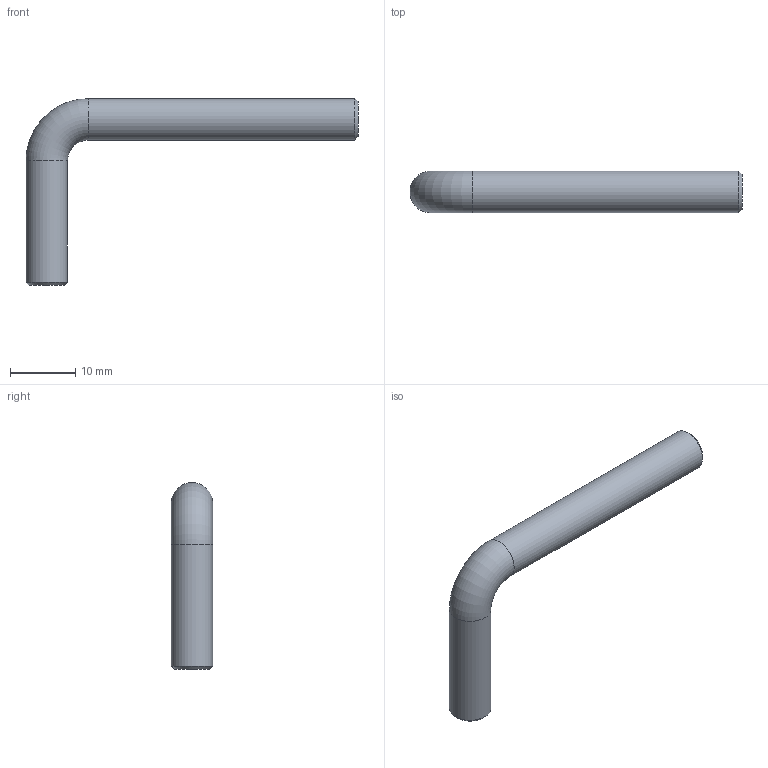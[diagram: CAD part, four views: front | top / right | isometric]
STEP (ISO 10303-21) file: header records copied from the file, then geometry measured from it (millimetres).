
FILE_DESCRIPTION(/* description */ (''),/* implementation_level */ '2;1');
FILE_NAME(/* name */ 'fc17-015_AnchorBolt.ipt.step',/* time_stamp */ '2017-01-05T11:42:27-08:00',/* author */ ('Autodesk Inc.'),/* organization */ ('Autodesk Inc.'),/* preprocessor_version */ 'ST-DEVELOPER v16.5',/* originating_system */ 'Autodesk Inventor 2017',/* authorisation */ '');
FILE_SCHEMA (('AUTOMOTIVE_DESIGN { 1 0 10303 214 3 1 1 }'));
Length unit declared in the file: inch
Products named in the file (1): fc17-015_AnchorBolt
Bounding box: 50.8 x 6.35 x 28.57 mm (x, y, z)
Volume: 2221.5 mm3; surface area: 1453.2 mm2
Topology: 1 solids, 1 shells, 7 faces, 11 edges, 6 vertices
Faces by surface type: cone 2, cylinder 2, plane 2, torus 1
Full cylindrical faces by diameter (mm): 6.35 x2
Entity records: 166 total; most frequent: DIRECTION 28, CARTESIAN_POINT 20, AXIS2_PLACEMENT_3D 14, EDGE_LOOP 12, ORIENTED_EDGE 12, FACE_OUTER_BOUND 7, ADVANCED_FACE 7, CIRCLE 6
